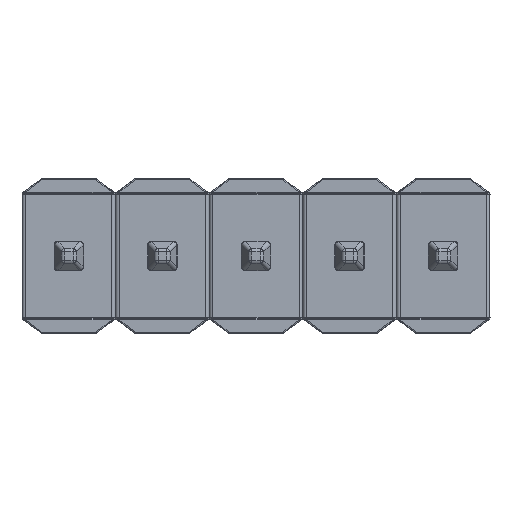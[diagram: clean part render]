
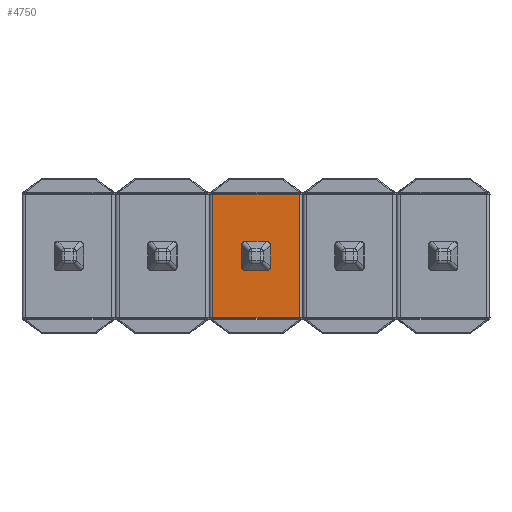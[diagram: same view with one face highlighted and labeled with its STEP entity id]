
A CAD part, front view. The second image highlights one B-rep face of the part: STEP entity #4750.
In plain terms, the highlighted planar face has unit normal (0, -1, 0).
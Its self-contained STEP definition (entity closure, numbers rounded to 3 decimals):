
#56 = DIRECTION ( 'NONE',  ( 0., 1., 0. ) ) ;
#371 = CIRCLE ( 'NONE', #4971, 0.05 ) ;
#429 = CARTESIAN_POINT ( 'NONE',  ( 0.2, -1., 0.15 ) ) ;
#549 = EDGE_CURVE ( 'NONE', #3430, #5474, #1260, .T. ) ;
#577 = CARTESIAN_POINT ( 'NONE',  ( 0.585, -1., -0.835 ) ) ;
#627 = CARTESIAN_POINT ( 'NONE',  ( 0.15, -1., -0.15 ) ) ;
#691 = DIRECTION ( 'NONE',  ( 0., 0., -1. ) ) ;
#692 = ORIENTED_EDGE ( 'NONE', *, *, #549, .T. ) ;
#767 = ORIENTED_EDGE ( 'NONE', *, *, #1184, .T. ) ;
#984 = CARTESIAN_POINT ( 'NONE',  ( -0.585, -1., 0.835 ) ) ;
#1015 = EDGE_CURVE ( 'NONE', #1532, #3082, #1450, .T. ) ;
#1078 = CARTESIAN_POINT ( 'NONE',  ( 0., -1., 0.2 ) ) ;
#1081 = DIRECTION ( 'NONE',  ( 0., 0., 1. ) ) ;
#1089 = CARTESIAN_POINT ( 'NONE',  ( -0.15, -1., -0.15 ) ) ;
#1184 = EDGE_CURVE ( 'NONE', #5441, #3430, #3661, .T. ) ;
#1233 = VERTEX_POINT ( 'NONE', #577 ) ;
#1260 = LINE ( 'NONE', #2049, #3546 ) ;
#1266 = CARTESIAN_POINT ( 'NONE',  ( 0.15, -1., 0.2 ) ) ;
#1344 = CARTESIAN_POINT ( 'NONE',  ( -0.585, -1., -0.835 ) ) ;
#1356 = LINE ( 'NONE', #1078, #2440 ) ;
#1450 = LINE ( 'NONE', #1649, #3887 ) ;
#1478 = DIRECTION ( 'NONE',  ( 0., 1., 0. ) ) ;
#1507 = CARTESIAN_POINT ( 'NONE',  ( 0.2, -1., 0. ) ) ;
#1514 = DIRECTION ( 'NONE',  ( 0., 0., -1. ) ) ;
#1532 = VERTEX_POINT ( 'NONE', #1915 ) ;
#1552 = DIRECTION ( 'NONE',  ( 0., 0., 1. ) ) ;
#1557 = AXIS2_PLACEMENT_3D ( 'NONE', #2174, #5365, #2633 ) ;
#1584 = ORIENTED_EDGE ( 'NONE', *, *, #2895, .T. ) ;
#1649 = CARTESIAN_POINT ( 'NONE',  ( 0., -1., -0.2 ) ) ;
#1761 = CIRCLE ( 'NONE', #5004, 0.05 ) ;
#1791 = ORIENTED_EDGE ( 'NONE', *, *, #2779, .T. ) ;
#1889 = ORIENTED_EDGE ( 'NONE', *, *, #4133, .T. ) ;
#1915 = CARTESIAN_POINT ( 'NONE',  ( -0.15, -1., -0.2 ) ) ;
#1958 = EDGE_LOOP ( 'NONE', ( #692, #3491, #1584, #767 ) ) ;
#1966 = VERTEX_POINT ( 'NONE', #4282 ) ;
#2049 = CARTESIAN_POINT ( 'NONE',  ( -0.585, -1., 0. ) ) ;
#2072 = EDGE_CURVE ( 'NONE', #3940, #3082, #371, .T. ) ;
#2174 = CARTESIAN_POINT ( 'NONE',  ( -0.15, -1., 0.15 ) ) ;
#2231 = ORIENTED_EDGE ( 'NONE', *, *, #4871, .F. ) ;
#2286 = CARTESIAN_POINT ( 'NONE',  ( -0.2, -1., 0.15 ) ) ;
#2342 = LINE ( 'NONE', #5189, #4764 ) ;
#2379 = PLANE ( 'NONE',  #5161 ) ;
#2412 = ORIENTED_EDGE ( 'NONE', *, *, #1015, .F. ) ;
#2416 = CARTESIAN_POINT ( 'NONE',  ( 0.2, -1., -0.15 ) ) ;
#2422 = FACE_OUTER_BOUND ( 'NONE', #1958, .T. ) ;
#2426 = CARTESIAN_POINT ( 'NONE',  ( 0.585, -1., 0.85 ) ) ;
#2440 = VECTOR ( 'NONE', #4721, 1000. ) ;
#2459 = VECTOR ( 'NONE', #3700, 1000. ) ;
#2614 = CARTESIAN_POINT ( 'NONE',  ( -0.15, -1., 0.2 ) ) ;
#2617 = VERTEX_POINT ( 'NONE', #2286 ) ;
#2633 = DIRECTION ( 'NONE',  ( 0., 0., 1. ) ) ;
#2686 = EDGE_CURVE ( 'NONE', #3567, #3695, #5728, .T. ) ;
#2779 = EDGE_CURVE ( 'NONE', #3695, #3940, #4698, .T. ) ;
#2807 = CARTESIAN_POINT ( 'NONE',  ( 0.15, -1., 0.15 ) ) ;
#2856 = CIRCLE ( 'NONE', #1557, 0.05 ) ;
#2895 = EDGE_CURVE ( 'NONE', #1233, #5441, #5858, .T. ) ;
#3035 = ORIENTED_EDGE ( 'NONE', *, *, #2686, .T. ) ;
#3069 = CARTESIAN_POINT ( 'NONE',  ( 0.15, -1., -0.2 ) ) ;
#3074 = DIRECTION ( 'NONE',  ( 1., 0., 0. ) ) ;
#3080 = LINE ( 'NONE', #5810, #5357 ) ;
#3082 = VERTEX_POINT ( 'NONE', #3069 ) ;
#3256 = DIRECTION ( 'NONE',  ( 0., 0., 1. ) ) ;
#3296 = AXIS2_PLACEMENT_3D ( 'NONE', #2807, #56, #3256 ) ;
#3355 = ORIENTED_EDGE ( 'NONE', *, *, #3428, .T. ) ;
#3428 = EDGE_CURVE ( 'NONE', #4501, #3567, #1356, .T. ) ;
#3430 = VERTEX_POINT ( 'NONE', #5192 ) ;
#3491 = ORIENTED_EDGE ( 'NONE', *, *, #4515, .T. ) ;
#3515 = VECTOR ( 'NONE', #4666, 1000. ) ;
#3546 = VECTOR ( 'NONE', #691, 1000. ) ;
#3567 = VERTEX_POINT ( 'NONE', #1266 ) ;
#3631 = FACE_BOUND ( 'NONE', #3788, .T. ) ;
#3659 = VECTOR ( 'NONE', #5633, 1000. ) ;
#3661 = LINE ( 'NONE', #984, #2459 ) ;
#3695 = VERTEX_POINT ( 'NONE', #429 ) ;
#3696 = ORIENTED_EDGE ( 'NONE', *, *, #2072, .T. ) ;
#3700 = DIRECTION ( 'NONE',  ( -1., 0., 0. ) ) ;
#3788 = EDGE_LOOP ( 'NONE', ( #2231, #1889, #3355, #3035, #1791, #3696, #2412, #5807 ) ) ;
#3824 = DIRECTION ( 'NONE',  ( 0., 1., 0. ) ) ;
#3887 = VECTOR ( 'NONE', #4814, 1000. ) ;
#3940 = VERTEX_POINT ( 'NONE', #2416 ) ;
#4133 = EDGE_CURVE ( 'NONE', #2617, #4501, #2856, .T. ) ;
#4210 = CARTESIAN_POINT ( 'NONE',  ( 0., -1., 0. ) ) ;
#4282 = CARTESIAN_POINT ( 'NONE',  ( -0.2, -1., -0.15 ) ) ;
#4287 = DIRECTION ( 'NONE',  ( 0., 1., 0. ) ) ;
#4501 = VERTEX_POINT ( 'NONE', #2614 ) ;
#4515 = EDGE_CURVE ( 'NONE', #5474, #1233, #3080, .T. ) ;
#4654 = DIRECTION ( 'NONE',  ( 0., 0., 1. ) ) ;
#4666 = DIRECTION ( 'NONE',  ( 0., 0., -1. ) ) ;
#4698 = LINE ( 'NONE', #1507, #3515 ) ;
#4721 = DIRECTION ( 'NONE',  ( 1., 0., 0. ) ) ;
#4750 = ADVANCED_FACE ( 'NONE', ( #3631, #2422 ), #2379, .F. ) ;
#4764 = VECTOR ( 'NONE', #1514, 1000. ) ;
#4814 = DIRECTION ( 'NONE',  ( 1., 0., 0. ) ) ;
#4871 = EDGE_CURVE ( 'NONE', #2617, #1966, #2342, .T. ) ;
#4971 = AXIS2_PLACEMENT_3D ( 'NONE', #627, #3824, #1081 ) ;
#5004 = AXIS2_PLACEMENT_3D ( 'NONE', #1089, #4287, #1552 ) ;
#5161 = AXIS2_PLACEMENT_3D ( 'NONE', #4210, #1478, #4654 ) ;
#5189 = CARTESIAN_POINT ( 'NONE',  ( -0.2, -1., 0. ) ) ;
#5192 = CARTESIAN_POINT ( 'NONE',  ( -0.585, -1., 0.835 ) ) ;
#5318 = EDGE_CURVE ( 'NONE', #1532, #1966, #1761, .T. ) ;
#5357 = VECTOR ( 'NONE', #3074, 1000. ) ;
#5365 = DIRECTION ( 'NONE',  ( 0., 1., 0. ) ) ;
#5441 = VERTEX_POINT ( 'NONE', #5862 ) ;
#5474 = VERTEX_POINT ( 'NONE', #1344 ) ;
#5633 = DIRECTION ( 'NONE',  ( 0., 0., 1. ) ) ;
#5728 = CIRCLE ( 'NONE', #3296, 0.05 ) ;
#5807 = ORIENTED_EDGE ( 'NONE', *, *, #5318, .T. ) ;
#5810 = CARTESIAN_POINT ( 'NONE',  ( 0., -1., -0.835 ) ) ;
#5858 = LINE ( 'NONE', #2426, #3659 ) ;
#5862 = CARTESIAN_POINT ( 'NONE',  ( 0.585, -1., 0.835 ) ) ;
